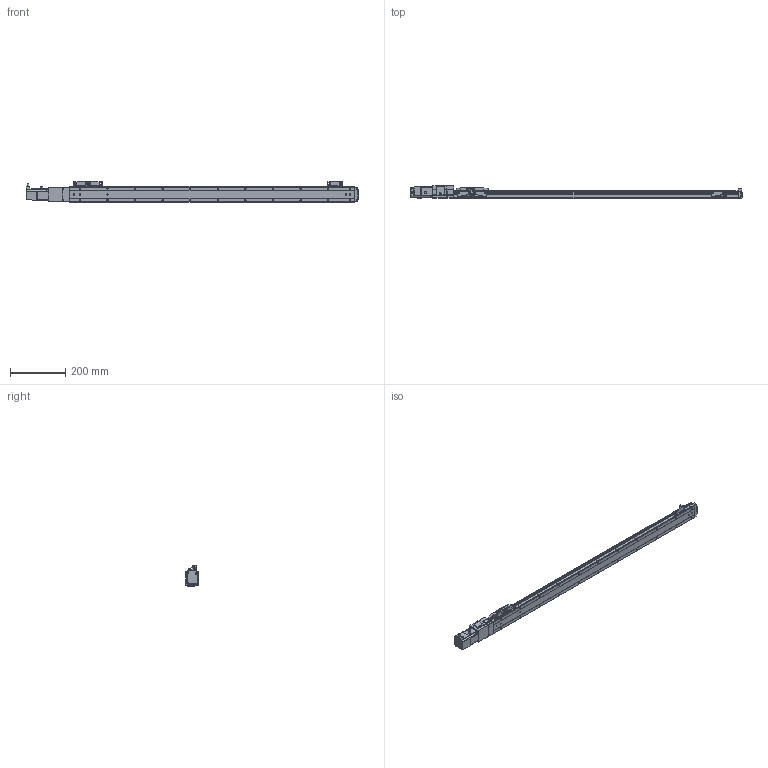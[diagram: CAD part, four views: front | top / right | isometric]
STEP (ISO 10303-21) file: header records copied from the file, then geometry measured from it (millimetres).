
FILE_DESCRIPTION (( 'STEP AP214' ), '1' );
FILE_NAME ('MLU52BC-10XLD-0900-XXXX.STEP', '2025-02-28T16:10:31', ( '' ), ( '' ), 'SwSTEP 2.0', 'SolidWorks 2022', '' );
FILE_SCHEMA (( 'AUTOMOTIVE_DESIGN' ));
Length unit declared in the file: millimetre
Products named in the file (12): MLU52BC-10XLD-0900-XXXX; MLU52-900-5; MLU52-900-1; MLU52-900SENSOR; MLU52-900-4; MLU52-900-2; MLU52-900CARRIAGE; FANG STICKER; MLU52-900FANGTOOTH; MLU52-900MOTOR; MLU52-900-3; MLU52-900SENSORPLATE
Assembly tree (15 placements, depth 2):
  MLU52BC-10XLD-0900-XXXX
    MLU52-900-1
    MLU52-900-2
    MLU52-900-3
    MLU52-900MOTOR
    MLU52-900-4
    MLU52-900FANGTOOTH
    MLU52-900CARRIAGE
    MLU52-900-5
    MLU52-900SENSORPLATE  x3
    MLU52-900SENSOR  x3
    FANG STICKER
Bounding box: 1203.4 x 46 x 76 mm (x, y, z)
Volume: 1743283.4 mm3; surface area: 307463.2 mm2
Topology: 15 solids, 15 shells, 1721 faces, 4620 edges, 3037 vertices
Faces by surface type: plane 885, cylinder 716, cone 80, torus 40
Entity records: 48066 total; most frequent: CARTESIAN_POINT 10439, ORIENTED_EDGE 7800, DIRECTION 7731, EDGE_CURVE 3900, AXIS2_PLACEMENT_3D 2647, VERTEX_POINT 2565, VECTOR 2437, LINE 2437
